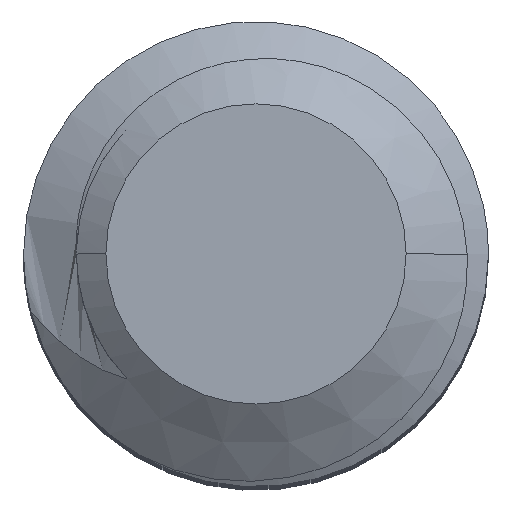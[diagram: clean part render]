
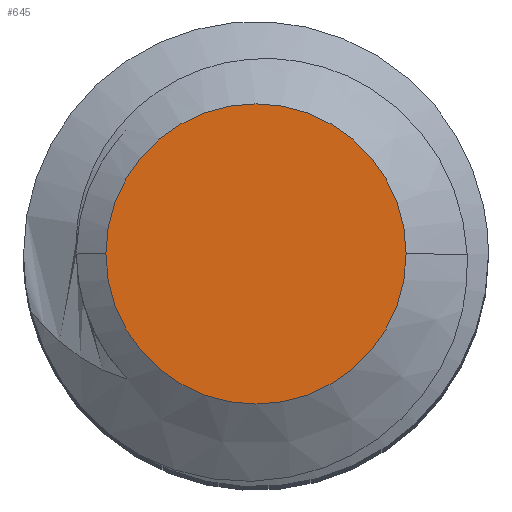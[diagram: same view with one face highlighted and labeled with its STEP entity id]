
A CAD part, top view. The second image highlights one B-rep face of the part: STEP entity #645.
In plain terms, the highlighted planar face has unit normal (0, 0, 1).
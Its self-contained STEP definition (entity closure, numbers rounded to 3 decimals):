
#645 = ADVANCED_FACE ( 'NONE', ( #5261 ), #1405, .T. ) ;
#1120 = DIRECTION ( 'NONE',  ( 1., 0., 0. ) ) ;
#1258 = ORIENTED_EDGE ( 'NONE', *, *, #4604, .T. ) ;
#1376 = EDGE_CURVE ( 'NONE', #3150, #4963, #3281, .T. ) ;
#1379 = AXIS2_PLACEMENT_3D ( 'NONE', #5103, #3985, #1383 ) ;
#1383 = DIRECTION ( 'NONE',  ( 1., 0., 0. ) ) ;
#1405 = PLANE ( 'NONE',  #1379 ) ;
#1768 = DIRECTION ( 'NONE',  ( 1., 0., 0. ) ) ;
#2164 = CARTESIAN_POINT ( 'NONE',  ( 0., 0., 0. ) ) ;
#2220 = CARTESIAN_POINT ( 'NONE',  ( 1.291, 0., 0. ) ) ;
#3150 = VERTEX_POINT ( 'NONE', #4359 ) ;
#3281 = CIRCLE ( 'NONE', #4326, 1.291 ) ;
#3985 = DIRECTION ( 'NONE',  ( 0., 0., 1. ) ) ;
#4288 = DIRECTION ( 'NONE',  ( 0., 0., 1. ) ) ;
#4326 = AXIS2_PLACEMENT_3D ( 'NONE', #4491, #5525, #1768 ) ;
#4353 = CIRCLE ( 'NONE', #4790, 1.291 ) ;
#4359 = CARTESIAN_POINT ( 'NONE',  ( -1.291, 0., 0. ) ) ;
#4491 = CARTESIAN_POINT ( 'NONE',  ( 0., 0., 0. ) ) ;
#4604 = EDGE_CURVE ( 'NONE', #4963, #3150, #4353, .T. ) ;
#4790 = AXIS2_PLACEMENT_3D ( 'NONE', #2164, #4288, #1120 ) ;
#4963 = VERTEX_POINT ( 'NONE', #2220 ) ;
#5006 = EDGE_LOOP ( 'NONE', ( #6183, #1258 ) ) ;
#5103 = CARTESIAN_POINT ( 'NONE',  ( 0., 0., 0. ) ) ;
#5261 = FACE_OUTER_BOUND ( 'NONE', #5006, .T. ) ;
#5525 = DIRECTION ( 'NONE',  ( 0., 0., 1. ) ) ;
#6183 = ORIENTED_EDGE ( 'NONE', *, *, #1376, .T. ) ;
